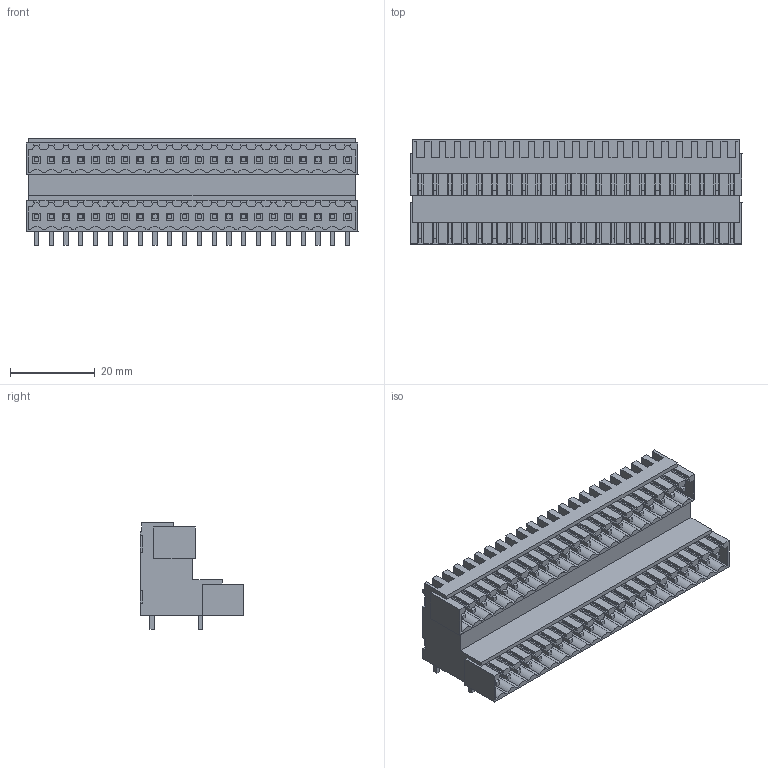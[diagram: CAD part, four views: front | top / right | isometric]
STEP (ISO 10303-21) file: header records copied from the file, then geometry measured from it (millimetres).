
FILE_DESCRIPTION(('CATIA V5 STEP Exchange','CAx-IF Rec.Pracs.--- Model Styling and Organization---1.4--- 2014-01-23'),'2;1');
FILE_NAME ('D1454183_2_1642340000_1642340000.stp','2022-07-29T05:54:25+00:00',('none'),('Weidmueller'),'CATIA Version 5-6 Release 2016 SP3 HF44','CATIA V5 STEP AP214','none');
FILE_SCHEMA(('AUTOMOTIVE_DESIGN { 1 0 10303 214 1 1 1 1 }'));
Products named in the file (1): 1642340000
Bounding box: 78.4 x 24.55 x 25.2 mm (x, y, z)
Volume: 17797.5 mm3; surface area: 22151.4 mm2
Topology: 45 solids, 45 shells, 2369 faces, 6446 edges, 4254 vertices
Faces by surface type: plane 2149, cylinder 220
Entity records: 66321 total; most frequent: ORIENTED_EDGE 12892, CARTESIAN_POINT 12303, DIRECTION 8178, EDGE_CURVE 6446, VECTOR 6006, LINE 6006, VERTEX_POINT 4254, EDGE_LOOP 2544
